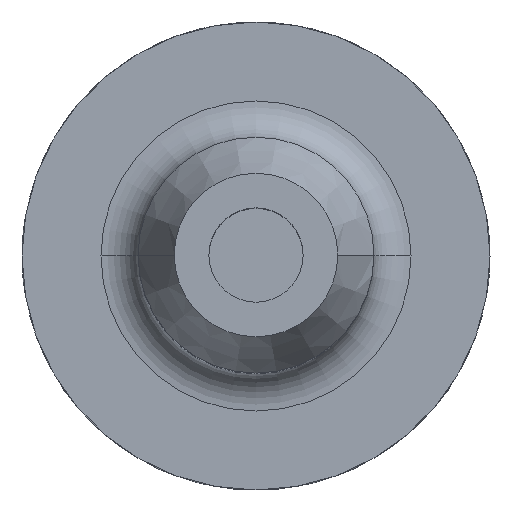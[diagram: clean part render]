
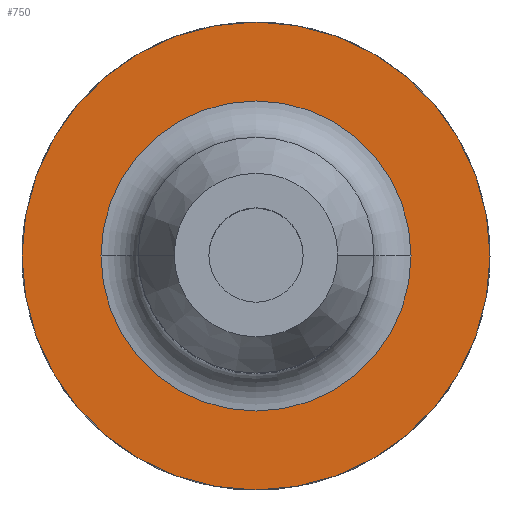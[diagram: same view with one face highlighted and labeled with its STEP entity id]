
A CAD part, top view. The second image highlights one B-rep face of the part: STEP entity #750.
In plain terms, the highlighted planar face has unit normal (0, 0, 1).
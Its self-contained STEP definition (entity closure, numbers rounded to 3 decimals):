
#9 = ORIENTED_EDGE ( 'NONE', *, *, #184, .F. ) ;
#67 = EDGE_CURVE ( 'NONE', #544, #412, #1173, .T. ) ;
#121 = FACE_OUTER_BOUND ( 'NONE', #1262, .T. ) ;
#126 = AXIS2_PLACEMENT_3D ( 'NONE', #860, #871, #899 ) ;
#184 = EDGE_CURVE ( 'NONE', #412, #544, #407, .T. ) ;
#327 = ORIENTED_EDGE ( 'NONE', *, *, #67, .F. ) ;
#407 = CIRCLE ( 'NONE', #1183, 31.5 ) ;
#412 = VERTEX_POINT ( 'NONE', #1072 ) ;
#415 = CIRCLE ( 'NONE', #126, 20.875 ) ;
#439 = EDGE_LOOP ( 'NONE', ( #717, #1086 ) ) ;
#446 = DIRECTION ( 'NONE',  ( 0., 0., -1. ) ) ;
#502 = AXIS2_PLACEMENT_3D ( 'NONE', #1182, #446, #1053 ) ;
#544 = VERTEX_POINT ( 'NONE', #1481 ) ;
#545 = CARTESIAN_POINT ( 'NONE',  ( 0., 0., 27. ) ) ;
#550 = DIRECTION ( 'NONE',  ( 0., 0., -1. ) ) ;
#554 = DIRECTION ( 'NONE',  ( -1., 0., 0. ) ) ;
#717 = ORIENTED_EDGE ( 'NONE', *, *, #920, .T. ) ;
#724 = CARTESIAN_POINT ( 'NONE',  ( 20.875, 0., 27. ) ) ;
#740 = PLANE ( 'NONE',  #749 ) ;
#748 = EDGE_CURVE ( 'NONE', #1263, #770, #415, .T. ) ;
#749 = AXIS2_PLACEMENT_3D ( 'NONE', #850, #945, #951 ) ;
#750 = ADVANCED_FACE ( 'NONE', ( #1391, #121 ), #740, .F. ) ;
#770 = VERTEX_POINT ( 'NONE', #1216 ) ;
#850 = CARTESIAN_POINT ( 'NONE',  ( 0., 31.5, 27. ) ) ;
#860 = CARTESIAN_POINT ( 'NONE',  ( 0., 0., 27. ) ) ;
#871 = DIRECTION ( 'NONE',  ( 0., 0., -1. ) ) ;
#899 = DIRECTION ( 'NONE',  ( -1., 0., 0. ) ) ;
#920 = EDGE_CURVE ( 'NONE', #770, #1263, #1527, .T. ) ;
#945 = DIRECTION ( 'NONE',  ( 0., 0., -1. ) ) ;
#951 = DIRECTION ( 'NONE',  ( -1., 0., 0. ) ) ;
#1040 = AXIS2_PLACEMENT_3D ( 'NONE', #545, #550, #554 ) ;
#1053 = DIRECTION ( 'NONE',  ( -1., 0., 0. ) ) ;
#1072 = CARTESIAN_POINT ( 'NONE',  ( -31.5, 0., 27. ) ) ;
#1086 = ORIENTED_EDGE ( 'NONE', *, *, #748, .T. ) ;
#1173 = CIRCLE ( 'NONE', #1040, 31.5 ) ;
#1182 = CARTESIAN_POINT ( 'NONE',  ( 0., 0., 27. ) ) ;
#1183 = AXIS2_PLACEMENT_3D ( 'NONE', #1212, #1220, #1225 ) ;
#1212 = CARTESIAN_POINT ( 'NONE',  ( 0., 0., 27. ) ) ;
#1216 = CARTESIAN_POINT ( 'NONE',  ( -20.875, 0., 27. ) ) ;
#1220 = DIRECTION ( 'NONE',  ( 0., 0., -1. ) ) ;
#1225 = DIRECTION ( 'NONE',  ( -1., 0., 0. ) ) ;
#1262 = EDGE_LOOP ( 'NONE', ( #9, #327 ) ) ;
#1263 = VERTEX_POINT ( 'NONE', #724 ) ;
#1391 = FACE_BOUND ( 'NONE', #439, .T. ) ;
#1481 = CARTESIAN_POINT ( 'NONE',  ( 31.5, 0., 27. ) ) ;
#1527 = CIRCLE ( 'NONE', #502, 20.875 ) ;
